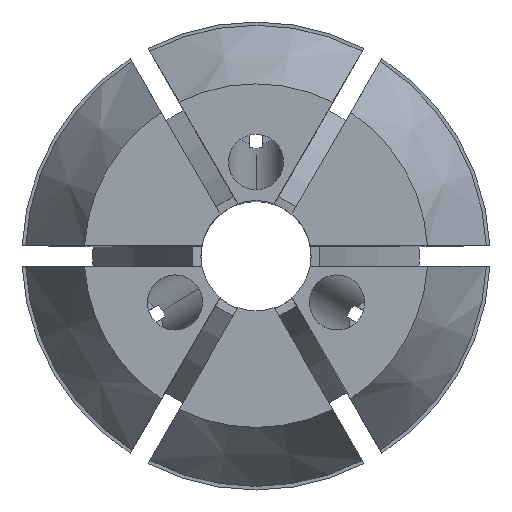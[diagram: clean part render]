
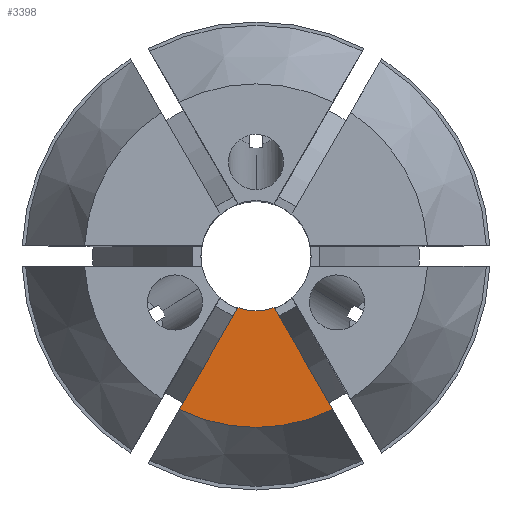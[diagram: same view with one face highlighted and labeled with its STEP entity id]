
A CAD part, top view. The second image highlights one B-rep face of the part: STEP entity #3398.
In plain terms, the highlighted planar face has unit normal (0, 0, 1).
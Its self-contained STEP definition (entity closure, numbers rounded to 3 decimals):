
#16 = CARTESIAN_POINT ( 'NONE',  ( -3.027, 4.493, 27.5 ) ) ;
#338 = VERTEX_POINT ( 'NONE', #579 ) ;
#579 = CARTESIAN_POINT ( 'NONE',  ( 2.79, -5.582, 27.5 ) ) ;
#681 = EDGE_CURVE ( 'NONE', #3790, #338, #2436, .T. ) ;
#706 = DIRECTION ( 'NONE',  ( 0.5, -0.866, 0. ) ) ;
#787 = EDGE_CURVE ( 'NONE', #2996, #3790, #3452, .T. ) ;
#1004 = ORIENTED_EDGE ( 'NONE', *, *, #787, .F. ) ;
#1267 = EDGE_CURVE ( 'NONE', #2996, #1595, #2827, .T. ) ;
#1398 = AXIS2_PLACEMENT_3D ( 'NONE', #4163, #1884, #4138 ) ;
#1583 = DIRECTION ( 'NONE',  ( -1., 0., 0. ) ) ;
#1594 = CARTESIAN_POINT ( 'NONE',  ( 0., 0., 27.5 ) ) ;
#1595 = VERTEX_POINT ( 'NONE', #3394 ) ;
#1817 = EDGE_CURVE ( 'NONE', #338, #1595, #3187, .T. ) ;
#1884 = DIRECTION ( 'NONE',  ( 0., 0., 1. ) ) ;
#1885 = DIRECTION ( 'NONE',  ( 0., 0., -1. ) ) ;
#2150 = ORIENTED_EDGE ( 'NONE', *, *, #681, .F. ) ;
#2278 = CARTESIAN_POINT ( 'NONE',  ( -0.658, -1.889, 27.5 ) ) ;
#2436 = LINE ( 'NONE', #16, #3291 ) ;
#2696 = AXIS2_PLACEMENT_3D ( 'NONE', #4055, #4030, #3754 ) ;
#2827 = LINE ( 'NONE', #3972, #3756 ) ;
#2945 = DIRECTION ( 'NONE',  ( -0.5, -0.866, 0. ) ) ;
#2996 = VERTEX_POINT ( 'NONE', #2278 ) ;
#3187 = CIRCLE ( 'NONE', #3619, 6.24 ) ;
#3216 = ORIENTED_EDGE ( 'NONE', *, *, #1267, .T. ) ;
#3280 = ORIENTED_EDGE ( 'NONE', *, *, #1817, .F. ) ;
#3291 = VECTOR ( 'NONE', #706, 1000. ) ;
#3394 = CARTESIAN_POINT ( 'NONE',  ( -2.79, -5.582, 27.5 ) ) ;
#3398 = ADVANCED_FACE ( 'NONE', ( #4023 ), #3815, .T. ) ;
#3452 = CIRCLE ( 'NONE', #2696, 2. ) ;
#3529 = EDGE_LOOP ( 'NONE', ( #1004, #3216, #3280, #2150 ) ) ;
#3619 = AXIS2_PLACEMENT_3D ( 'NONE', #1594, #1885, #1583 ) ;
#3754 = DIRECTION ( 'NONE',  ( 1., 0., 0. ) ) ;
#3756 = VECTOR ( 'NONE', #2945, 1000. ) ;
#3790 = VERTEX_POINT ( 'NONE', #4012 ) ;
#3815 = PLANE ( 'NONE',  #1398 ) ;
#3972 = CARTESIAN_POINT ( 'NONE',  ( 3.027, 4.493, 27.5 ) ) ;
#4012 = CARTESIAN_POINT ( 'NONE',  ( 0.658, -1.889, 27.5 ) ) ;
#4023 = FACE_OUTER_BOUND ( 'NONE', #3529, .T. ) ;
#4030 = DIRECTION ( 'NONE',  ( 0., 0., 1. ) ) ;
#4055 = CARTESIAN_POINT ( 'NONE',  ( 0., 0., 27.5 ) ) ;
#4138 = DIRECTION ( 'NONE',  ( 1., 0., 0. ) ) ;
#4163 = CARTESIAN_POINT ( 'NONE',  ( 0., 6.24, 27.5 ) ) ;
